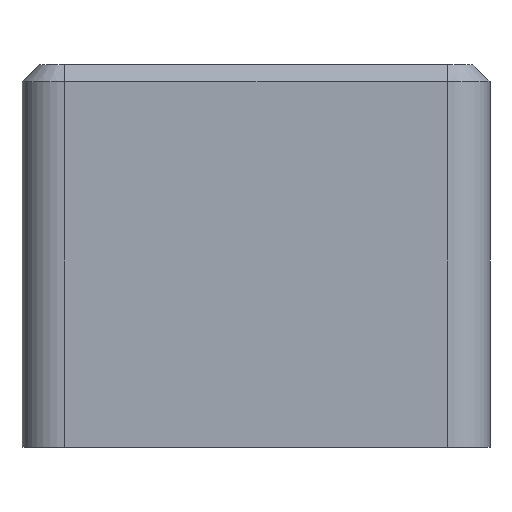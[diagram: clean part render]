
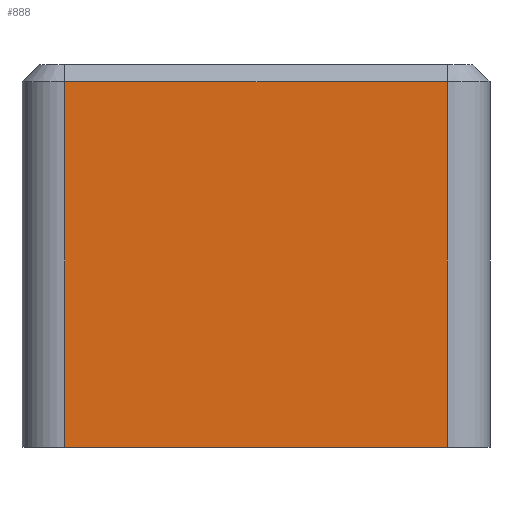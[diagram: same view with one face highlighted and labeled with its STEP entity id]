
A CAD part, left-side view. The second image highlights one B-rep face of the part: STEP entity #888.
In plain terms, the highlighted planar face has unit normal (-1, 0, 0).
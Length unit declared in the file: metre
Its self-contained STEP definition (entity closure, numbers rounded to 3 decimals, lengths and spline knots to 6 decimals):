
#19=PLANE('',#961);
#99=ORIENTED_EDGE('',*,*,#351,.F.);
#100=ORIENTED_EDGE('',*,*,#355,.T.);
#101=ORIENTED_EDGE('',*,*,#333,.T.);
#102=ORIENTED_EDGE('',*,*,#356,.T.);
#333=EDGE_CURVE('',#462,#463,#546,.T.);
#351=EDGE_CURVE('',#480,#481,#555,.T.);
#355=EDGE_CURVE('',#480,#462,#558,.T.);
#356=EDGE_CURVE('',#463,#481,#559,.T.);
#462=VERTEX_POINT('',#1266);
#463=VERTEX_POINT('',#1267);
#480=VERTEX_POINT('',#1304);
#481=VERTEX_POINT('',#1306);
#546=LINE('',#1265,#657);
#555=LINE('',#1305,#666);
#558=LINE('',#1312,#669);
#559=LINE('',#1313,#670);
#657=VECTOR('',#1018,1.);
#666=VECTOR('',#1051,1.);
#669=VECTOR('',#1060,1.);
#670=VECTOR('',#1061,1.);
#773=EDGE_LOOP('',(#99,#100,#101,#102));
#828=FACE_BOUND('',#773,.T.);
#888=ADVANCED_FACE('',(#828),#19,.F.);
#961=AXIS2_PLACEMENT_3D('',#1311,#1058,#1059);
#1018=DIRECTION('',(0.,0.,-1.));
#1051=DIRECTION('',(0.,0.,-1.));
#1058=DIRECTION('',(1.,0.,0.));
#1059=DIRECTION('',(0.,0.,-1.));
#1060=DIRECTION('',(0.,1.,0.));
#1061=DIRECTION('',(0.,-1.,0.));
#1265=CARTESIAN_POINT('',(-0.01,0.0045,0.));
#1266=CARTESIAN_POINT('',(-0.01,0.0045,0.0086));
#1267=CARTESIAN_POINT('',(-0.01,0.0045,0.));
#1304=CARTESIAN_POINT('',(-0.01,-0.0045,0.0086));
#1305=CARTESIAN_POINT('',(-0.01,-0.0045,0.007));
#1306=CARTESIAN_POINT('',(-0.01,-0.0045,0.));
#1311=CARTESIAN_POINT('',(-0.01,0.,0.007));
#1312=CARTESIAN_POINT('',(-0.01,0.0045,0.0086));
#1313=CARTESIAN_POINT('',(-0.01,0.,0.));
